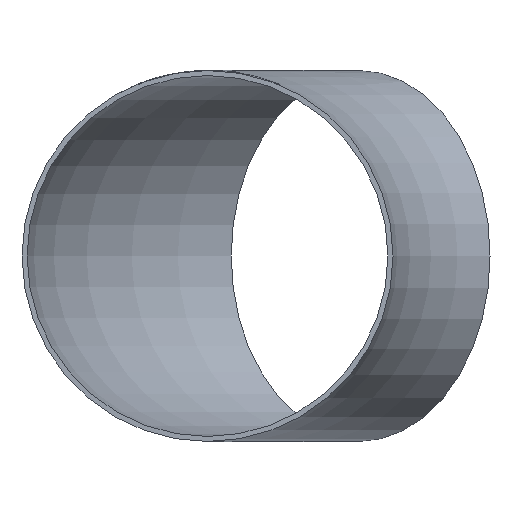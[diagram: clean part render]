
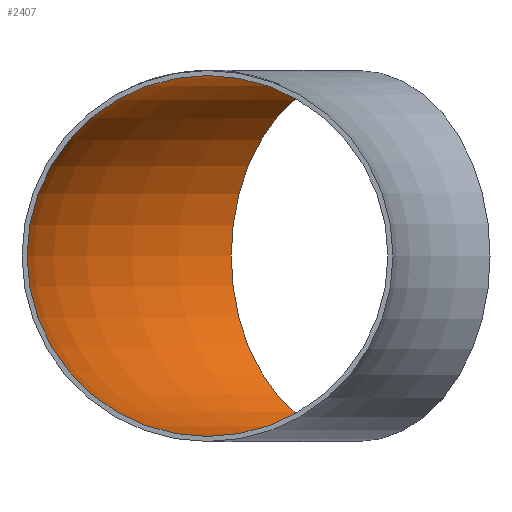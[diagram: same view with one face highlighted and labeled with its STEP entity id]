
A CAD part, front view. The second image highlights one B-rep face of the part: STEP entity #2407.
In plain terms, the highlighted toroidal (fillet/blend) face has major radius 305 mm and minor radius 106.55 mm.
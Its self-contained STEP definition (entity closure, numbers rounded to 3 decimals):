
#145 = VERTEX_POINT ( 'NONE', #24810 ) ;
#1810 = DIRECTION ( 'NONE',  ( 0., 0., 1. ) ) ;
#2407 = ADVANCED_FACE ( 'NONE', ( #21190, #12789 ), #15503, .F. ) ;
#2984 = AXIS2_PLACEMENT_3D ( 'NONE', #13688, #11149, #21061 ) ;
#4447 = EDGE_LOOP ( 'NONE', ( #10892 ) ) ;
#5069 = CIRCLE ( 'NONE', #14554, 106.55 ) ;
#5553 = ORIENTED_EDGE ( 'NONE', *, *, #16429, .T. ) ;
#9074 = CARTESIAN_POINT ( 'NONE',  ( -215.668, 215.668, 0. ) ) ;
#10892 = ORIENTED_EDGE ( 'NONE', *, *, #15594, .F. ) ;
#11149 = DIRECTION ( 'NONE',  ( 0., 0., -1. ) ) ;
#12789 = FACE_OUTER_BOUND ( 'NONE', #4447, .T. ) ;
#13688 = CARTESIAN_POINT ( 'NONE',  ( 0., 0., 0. ) ) ;
#14554 = AXIS2_PLACEMENT_3D ( 'NONE', #9074, #19654, #25608 ) ;
#15503 = TOROIDAL_SURFACE ( 'NONE', #2984, 305., 106.55 ) ;
#15594 = EDGE_CURVE ( 'NONE', #145, #145, #20648, .T. ) ;
#16429 = EDGE_CURVE ( 'NONE', #17630, #17630, #5069, .T. ) ;
#16528 = DIRECTION ( 'NONE',  ( 0., 1., 0. ) ) ;
#16662 = CARTESIAN_POINT ( 'NONE',  ( -305., 0., 0. ) ) ;
#17630 = VERTEX_POINT ( 'NONE', #26578 ) ;
#18489 = AXIS2_PLACEMENT_3D ( 'NONE', #16662, #16528, #1810 ) ;
#19654 = DIRECTION ( 'NONE',  ( 0.707, 0.707, 0. ) ) ;
#20648 = CIRCLE ( 'NONE', #18489, 106.55 ) ;
#21061 = DIRECTION ( 'NONE',  ( -1., 0., 0. ) ) ;
#21190 = FACE_OUTER_BOUND ( 'NONE', #22454, .T. ) ;
#22454 = EDGE_LOOP ( 'NONE', ( #5553 ) ) ;
#24810 = CARTESIAN_POINT ( 'NONE',  ( -305., 0., 106.55 ) ) ;
#25608 = DIRECTION ( 'NONE',  ( -0.707, 0.707, 0. ) ) ;
#26578 = CARTESIAN_POINT ( 'NONE',  ( -291.01, 291.01, 0. ) ) ;
